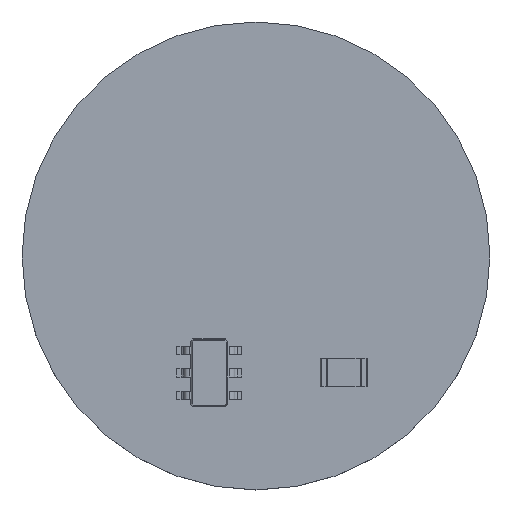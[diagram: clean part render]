
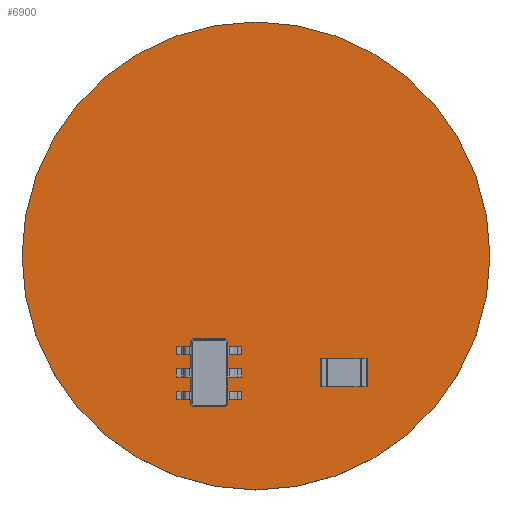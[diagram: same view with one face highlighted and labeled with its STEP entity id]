
A CAD part, top view. The second image highlights one B-rep face of the part: STEP entity #6900.
In plain terms, the highlighted planar face has unit normal (0, 0, 1).
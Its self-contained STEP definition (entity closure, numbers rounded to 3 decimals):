
#6865 = VERTEX_POINT('',#6866);
#6866 = CARTESIAN_POINT('',(10.,0.,1.6));
#6872 = EDGE_CURVE('',#6865,#6865,#6873,.T.);
#6873 = CIRCLE('',#6874,10.);
#6874 = AXIS2_PLACEMENT_3D('',#6875,#6876,#6877);
#6875 = CARTESIAN_POINT('',(0.,0.,1.6));
#6876 = DIRECTION('',(0.,0.,1.));
#6877 = DIRECTION('',(1.,0.,-0.));
#6900 = ADVANCED_FACE('',(#6901),#6904,.T.);
#6901 = FACE_BOUND('',#6902,.T.);
#6902 = EDGE_LOOP('',(#6903));
#6903 = ORIENTED_EDGE('',*,*,#6872,.T.);
#6904 = PLANE('',#6905);
#6905 = AXIS2_PLACEMENT_3D('',#6906,#6907,#6908);
#6906 = CARTESIAN_POINT('',(0.,0.,1.6));
#6907 = DIRECTION('',(0.,0.,1.));
#6908 = DIRECTION('',(1.,0.,-0.));
